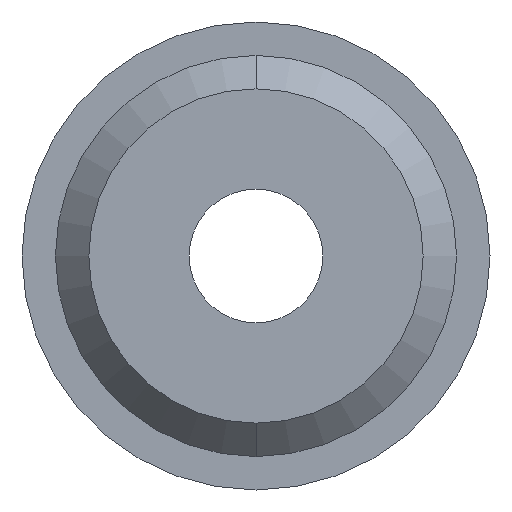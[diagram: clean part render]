
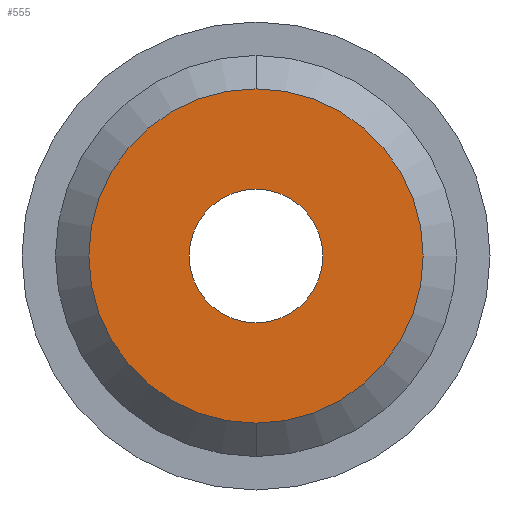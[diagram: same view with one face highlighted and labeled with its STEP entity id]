
A CAD part, front view. The second image highlights one B-rep face of the part: STEP entity #555.
In plain terms, the highlighted planar face has unit normal (0, -1, 0).
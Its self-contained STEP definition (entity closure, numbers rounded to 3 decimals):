
#19 = DIRECTION ( 'NONE',  ( 0., 1., 0. ) ) ;
#25 = FACE_BOUND ( 'NONE', #567, .T. ) ;
#96 = CARTESIAN_POINT ( 'NONE',  ( 0., 0., -2.5 ) ) ;
#102 = AXIS2_PLACEMENT_3D ( 'NONE', #465, #301, #516 ) ;
#119 = VERTEX_POINT ( 'NONE', #96 ) ;
#123 = CARTESIAN_POINT ( 'NONE',  ( 0., 0., 0. ) ) ;
#141 = CIRCLE ( 'NONE', #487, 2.5 ) ;
#152 = AXIS2_PLACEMENT_3D ( 'NONE', #398, #247, #415 ) ;
#177 = CIRCLE ( 'NONE', #568, 2.5 ) ;
#195 = DIRECTION ( 'NONE',  ( 0., 0., 1. ) ) ;
#216 = CARTESIAN_POINT ( 'NONE',  ( 0., 0., -1. ) ) ;
#230 = DIRECTION ( 'NONE',  ( 0., 0., 1. ) ) ;
#233 = CARTESIAN_POINT ( 'NONE',  ( 0., 0., 2.5 ) ) ;
#234 = EDGE_CURVE ( 'NONE', #274, #359, #663, .T. ) ;
#241 = ORIENTED_EDGE ( 'NONE', *, *, #658, .F. ) ;
#247 = DIRECTION ( 'NONE',  ( 0., -1., 0. ) ) ;
#274 = VERTEX_POINT ( 'NONE', #358 ) ;
#279 = ORIENTED_EDGE ( 'NONE', *, *, #234, .T. ) ;
#301 = DIRECTION ( 'NONE',  ( 0., 1., 0. ) ) ;
#358 = CARTESIAN_POINT ( 'NONE',  ( 0., 0., 1. ) ) ;
#359 = VERTEX_POINT ( 'NONE', #216 ) ;
#362 = AXIS2_PLACEMENT_3D ( 'NONE', #495, #19, #230 ) ;
#389 = DIRECTION ( 'NONE',  ( 0., 0., 1. ) ) ;
#398 = CARTESIAN_POINT ( 'NONE',  ( 2.5, 0., 0. ) ) ;
#415 = DIRECTION ( 'NONE',  ( 0., 0., -1. ) ) ;
#424 = EDGE_CURVE ( 'NONE', #359, #274, #520, .T. ) ;
#451 = PLANE ( 'NONE',  #152 ) ;
#458 = DIRECTION ( 'NONE',  ( 0., 1., 0. ) ) ;
#465 = CARTESIAN_POINT ( 'NONE',  ( 0., 0., 0. ) ) ;
#478 = EDGE_CURVE ( 'NONE', #119, #499, #177, .T. ) ;
#485 = ORIENTED_EDGE ( 'NONE', *, *, #424, .T. ) ;
#487 = AXIS2_PLACEMENT_3D ( 'NONE', #674, #458, #195 ) ;
#495 = CARTESIAN_POINT ( 'NONE',  ( 0., 0., 0. ) ) ;
#499 = VERTEX_POINT ( 'NONE', #233 ) ;
#516 = DIRECTION ( 'NONE',  ( 0., 0., 1. ) ) ;
#520 = CIRCLE ( 'NONE', #362, 1. ) ;
#530 = EDGE_LOOP ( 'NONE', ( #241, #536 ) ) ;
#536 = ORIENTED_EDGE ( 'NONE', *, *, #478, .F. ) ;
#555 = ADVANCED_FACE ( 'NONE', ( #25, #565 ), #451, .T. ) ;
#565 = FACE_OUTER_BOUND ( 'NONE', #530, .T. ) ;
#567 = EDGE_LOOP ( 'NONE', ( #279, #485 ) ) ;
#568 = AXIS2_PLACEMENT_3D ( 'NONE', #123, #672, #389 ) ;
#658 = EDGE_CURVE ( 'NONE', #499, #119, #141, .T. ) ;
#663 = CIRCLE ( 'NONE', #102, 1. ) ;
#672 = DIRECTION ( 'NONE',  ( 0., 1., 0. ) ) ;
#674 = CARTESIAN_POINT ( 'NONE',  ( 0., 0., 0. ) ) ;
